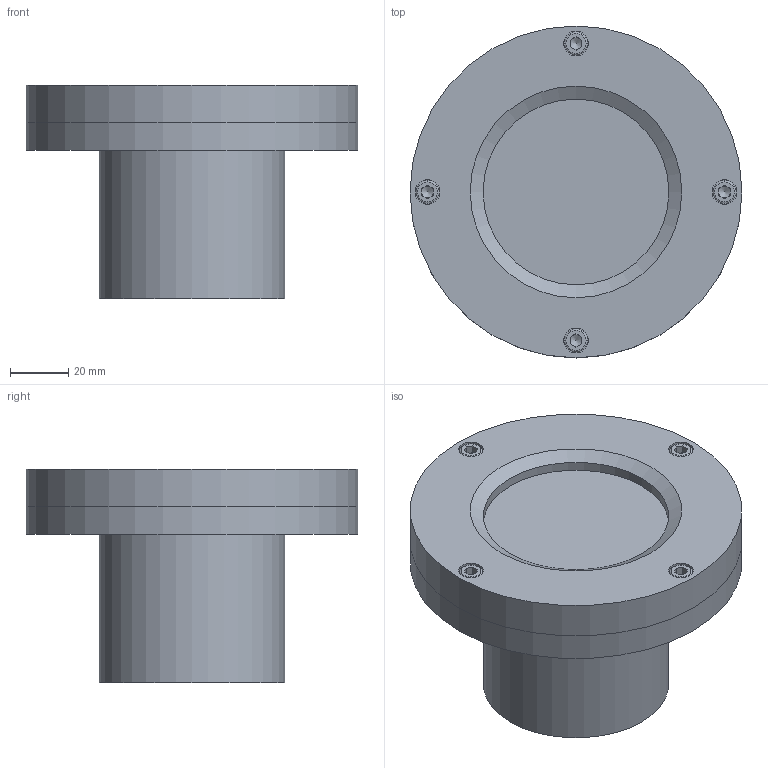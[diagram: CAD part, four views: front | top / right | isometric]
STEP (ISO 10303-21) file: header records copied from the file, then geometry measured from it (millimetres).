
FILE_DESCRIPTION(/* description */ (''),/* implementation_level */ '2;1');
FILE_NAME(/* name */ '9118005a.stp',/* time_stamp */ '2019-07-11T11:21:01-04:00',/* author */ ('Glen_C'),/* organization */ (''),/* preprocessor_version */ 'ST-DEVELOPER v16.13',/* originating_system */ 'Autodesk Inventor 2018',/* authorisation */ '');
FILE_SCHEMA (('AUTOMOTIVE_DESIGN { 1 0 10303 214 3 1 1 }'));
Length unit declared in the file: inch
Products named in the file (1): 9118005_S
Bounding box: 113.54 x 113.54 x 73.03 mm (x, y, z)
Volume: 189149.9 mm3; surface area: 62144.2 mm2
Topology: 1 solids, 1 shells, 111 faces, 220 edges, 136 vertices
Faces by surface type: plane 75, cylinder 27, cone 5, torus 4
Full cylindrical faces by diameter (mm): 3.962 x4, 7.468 x4, 7.874 x4, 8.433 x4, 60.198 x1, 60.325 x1, 63.5 x2, 63.754 x1, 69.85 x1, 78.74 x1, 82.55 x1, 83.058 x1, 113.538 x2
Entity records: 2779 total; most frequent: DIRECTION 484, CARTESIAN_POINT 420, ORIENTED_EDGE 356, AXIS2_PLACEMENT_3D 194, EDGE_CURVE 178, EDGE_LOOP 172, VERTEX_POINT 130, STYLED_ITEM 112
